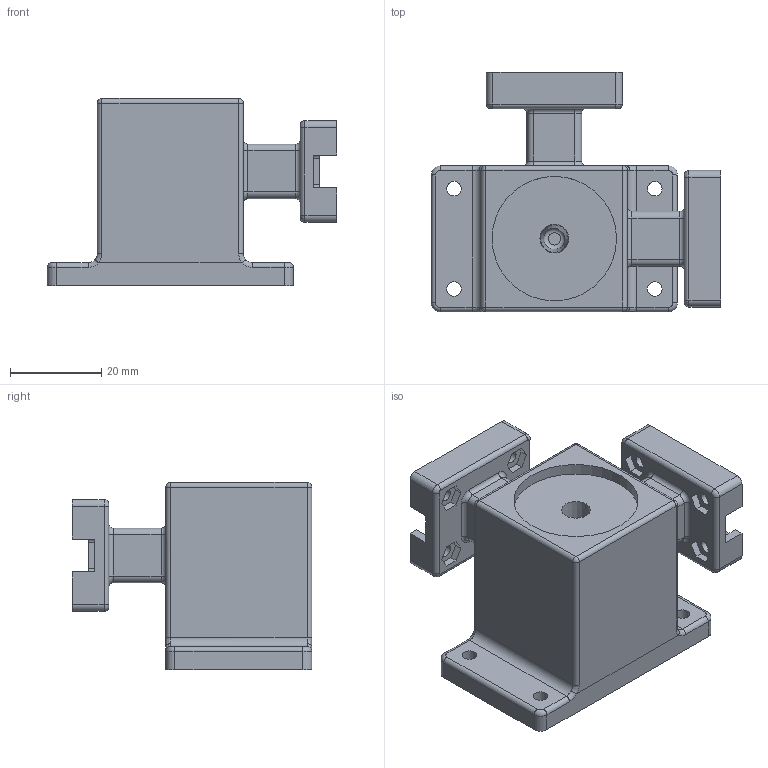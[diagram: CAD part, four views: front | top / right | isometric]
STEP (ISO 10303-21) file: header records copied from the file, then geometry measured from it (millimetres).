
FILE_DESCRIPTION(('FreeCAD Model'),'2;1');
FILE_NAME('Open CASCADE Shape Model','2023-05-28T22:55:57',(''),(''), 'Open CASCADE STEP processor 7.6','FreeCAD','Unknown');
FILE_SCHEMA(('AUTOMOTIVE_DESIGN { 1 0 10303 214 1 1 1 1 }'));
Length unit declared in the file: millimetre
Products named in the file (1): Groove
Bounding box: 63.5 x 52.5 x 41 mm (x, y, z)
Volume: 53279.1 mm3; surface area: 15856.1 mm2
Topology: 1 solids, 1 shells, 314 faces, 803 edges, 500 vertices
Faces by surface type: plane 171, cylinder 100, torus 21, bspline 8, revolution 8, sphere 4, cone 2
Full cylindrical faces by diameter (mm): 2 x2, 2.7 x8, 3.2 x4, 4.685 x1, 27.273 x1
Entity records: 20500 total; most frequent: CARTESIAN_POINT 4634, DIRECTION 2891, LINE 1744, VECTOR 1744, ORIENTED_EDGE 1598, PCURVE 1598, DEFINITIONAL_REPRESENTATION 1598, EDGE_CURVE 799
